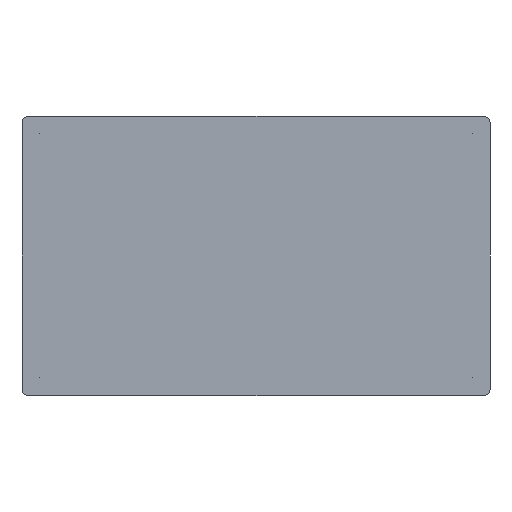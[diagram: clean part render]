
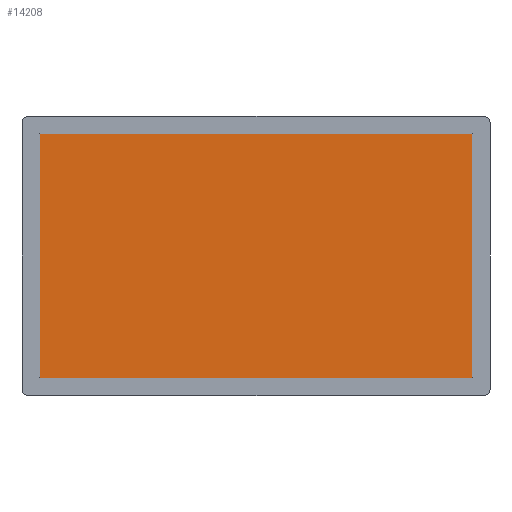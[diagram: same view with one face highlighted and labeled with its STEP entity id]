
A CAD part, front view. The second image highlights one B-rep face of the part: STEP entity #14208.
In plain terms, the highlighted planar face has unit normal (0, -1, 0).
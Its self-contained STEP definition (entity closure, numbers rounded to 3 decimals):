
#265=PLANE('',#15404);
#861=FACE_OUTER_BOUND('',#1669,.T.);
#1669=EDGE_LOOP('',(#9764,#9765,#9766,#9767));
#2569=LINE('',#20857,#4230);
#2573=LINE('',#20864,#4234);
#2576=LINE('',#20870,#4237);
#2578=LINE('',#20873,#4239);
#4230=VECTOR('',#16732,10.);
#4234=VECTOR('',#16738,10.);
#4237=VECTOR('',#16743,10.);
#4239=VECTOR('',#16747,10.);
#6292=VERTEX_POINT('',#20854);
#6293=VERTEX_POINT('',#20856);
#6295=VERTEX_POINT('',#20862);
#6297=VERTEX_POINT('',#20868);
#7660=EDGE_CURVE('',#6292,#6293,#2569,.T.);
#7664=EDGE_CURVE('',#6295,#6292,#2573,.T.);
#7667=EDGE_CURVE('',#6297,#6295,#2576,.T.);
#7669=EDGE_CURVE('',#6293,#6297,#2578,.T.);
#9764=ORIENTED_EDGE('',*,*,#7669,.F.);
#9765=ORIENTED_EDGE('',*,*,#7660,.F.);
#9766=ORIENTED_EDGE('',*,*,#7664,.F.);
#9767=ORIENTED_EDGE('',*,*,#7667,.F.);
#14208=ADVANCED_FACE('',(#861),#265,.F.);
#15404=AXIS2_PLACEMENT_3D('',#20874,#16748,#16749);
#16732=DIRECTION('',(0.,0.,1.));
#16738=DIRECTION('',(-1.,0.,0.));
#16743=DIRECTION('',(0.,0.,-1.));
#16747=DIRECTION('',(1.,0.,0.));
#16748=DIRECTION('center_axis',(0.,1.,0.));
#16749=DIRECTION('ref_axis',(0.,0.,1.));
#20854=CARTESIAN_POINT('',(21.5,0.,-316.3));
#20856=CARTESIAN_POINT('',(21.5,0.,-21.));
#20857=CARTESIAN_POINT('',(21.5,0.,-21.));
#20862=CARTESIAN_POINT('',(544.,0.,-316.3));
#20864=CARTESIAN_POINT('',(21.5,0.,-316.3));
#20868=CARTESIAN_POINT('',(544.,0.,-21.));
#20870=CARTESIAN_POINT('',(544.,0.,-316.3));
#20873=CARTESIAN_POINT('',(544.,0.,-21.));
#20874=CARTESIAN_POINT('Origin',(282.75,0.,-168.65));
